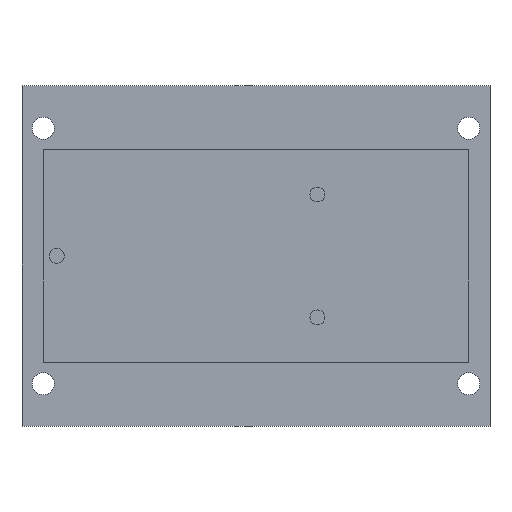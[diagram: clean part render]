
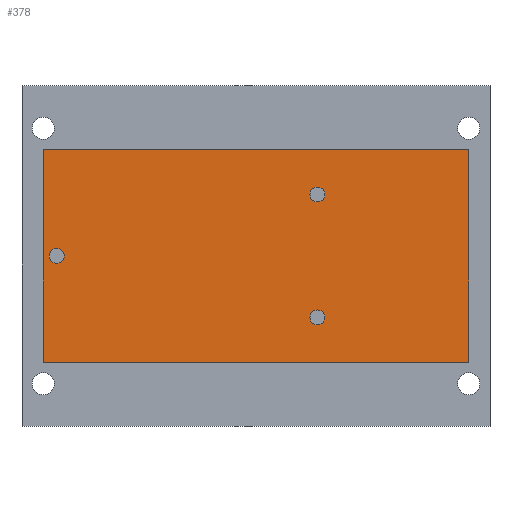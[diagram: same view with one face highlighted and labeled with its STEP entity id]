
A CAD part, top view. The second image highlights one B-rep face of the part: STEP entity #378.
In plain terms, the highlighted planar face has unit normal (0, 0, 1).
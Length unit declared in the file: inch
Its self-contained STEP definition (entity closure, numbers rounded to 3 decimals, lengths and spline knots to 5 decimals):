
#2 = VERTEX_POINT ( 'NONE', #473 ) ;
#4 = EDGE_LOOP ( 'NONE', ( #940, #52 ) ) ;
#13 = CIRCLE ( 'NONE', #346, 0.0875 ) ;
#52 = ORIENTED_EDGE ( 'NONE', *, *, #319, .T. ) ;
#60 = LINE ( 'NONE', #71, #144 ) ;
#71 = CARTESIAN_POINT ( 'NONE',  ( -2.5, 1.25, 0.62992 ) ) ;
#73 = EDGE_CURVE ( 'NONE', #2, #859, #13, .T. ) ;
#86 = VECTOR ( 'NONE', #416, 39.37008 ) ;
#96 = VERTEX_POINT ( 'NONE', #576 ) ;
#105 = CIRCLE ( 'NONE', #557, 0.0875 ) ;
#116 = DIRECTION ( 'NONE',  ( 1., 0., 0. ) ) ;
#139 = ORIENTED_EDGE ( 'NONE', *, *, #952, .T. ) ;
#144 = VECTOR ( 'NONE', #415, 39.37008 ) ;
#163 = AXIS2_PLACEMENT_3D ( 'NONE', #991, #189, #548 ) ;
#165 = VECTOR ( 'NONE', #116, 39.37008 ) ;
#180 = LINE ( 'NONE', #549, #165 ) ;
#188 = ORIENTED_EDGE ( 'NONE', *, *, #454, .T. ) ;
#189 = DIRECTION ( 'NONE',  ( 0., 0., -1. ) ) ;
#197 = CARTESIAN_POINT ( 'NONE',  ( 0.72198, -0.72198, 0.62992 ) ) ;
#225 = DIRECTION ( 'NONE',  ( 1., 0., 0. ) ) ;
#234 = CARTESIAN_POINT ( 'NONE',  ( 0.63448, 0.72198, 0.62992 ) ) ;
#256 = CIRCLE ( 'NONE', #163, 0.0875 ) ;
#275 = FACE_BOUND ( 'NONE', #461, .T. ) ;
#298 = CARTESIAN_POINT ( 'NONE',  ( -2.5, -1.25, 0.62992 ) ) ;
#303 = DIRECTION ( 'NONE',  ( 0., 0., -1. ) ) ;
#319 = EDGE_CURVE ( 'NONE', #853, #565, #105, .T. ) ;
#339 = ORIENTED_EDGE ( 'NONE', *, *, #599, .T. ) ;
#343 = CARTESIAN_POINT ( 'NONE',  ( -2.34252, 0., 0.62992 ) ) ;
#346 = AXIS2_PLACEMENT_3D ( 'NONE', #1028, #303, #225 ) ;
#347 = DIRECTION ( 'NONE',  ( 1., 0., 0. ) ) ;
#352 = ORIENTED_EDGE ( 'NONE', *, *, #965, .T. ) ;
#353 = DIRECTION ( 'NONE',  ( 0., 0., -1. ) ) ;
#366 = DIRECTION ( 'NONE',  ( 0., 0., 1. ) ) ;
#378 = ADVANCED_FACE ( 'NONE', ( #899, #275, #634, #812 ), #988, .T. ) ;
#410 = CARTESIAN_POINT ( 'NONE',  ( 0.80948, 0.72198, 0.62992 ) ) ;
#415 = DIRECTION ( 'NONE',  ( -1., 0., 0. ) ) ;
#416 = DIRECTION ( 'NONE',  ( 0., 1., 0. ) ) ;
#434 = CARTESIAN_POINT ( 'NONE',  ( 0.72198, 0.72198, 0.62992 ) ) ;
#438 = DIRECTION ( 'NONE',  ( 0., -1., 0. ) ) ;
#441 = VERTEX_POINT ( 'NONE', #881 ) ;
#454 = EDGE_CURVE ( 'NONE', #1134, #441, #614, .T. ) ;
#461 = EDGE_LOOP ( 'NONE', ( #969, #955 ) ) ;
#468 = CIRCLE ( 'NONE', #560, 0.0875 ) ;
#473 = CARTESIAN_POINT ( 'NONE',  ( 0.63448, -0.72198, 0.62992 ) ) ;
#505 = EDGE_CURVE ( 'NONE', #962, #769, #468, .T. ) ;
#517 = DIRECTION ( 'NONE',  ( 1., 0., 0. ) ) ;
#525 = EDGE_LOOP ( 'NONE', ( #352, #1000 ) ) ;
#529 = DIRECTION ( 'NONE',  ( 0., 0., -1. ) ) ;
#541 = CARTESIAN_POINT ( 'NONE',  ( -1.25, 1., 0.62992 ) ) ;
#548 = DIRECTION ( 'NONE',  ( 1., 0., 0. ) ) ;
#549 = CARTESIAN_POINT ( 'NONE',  ( -2.5, -1.25, 0.62992 ) ) ;
#554 = DIRECTION ( 'NONE',  ( 1., 0., 0. ) ) ;
#557 = AXIS2_PLACEMENT_3D ( 'NONE', #434, #353, #905 ) ;
#558 = AXIS2_PLACEMENT_3D ( 'NONE', #683, #1042, #953 ) ;
#560 = AXIS2_PLACEMENT_3D ( 'NONE', #343, #529, #517 ) ;
#565 = VERTEX_POINT ( 'NONE', #234 ) ;
#574 = CARTESIAN_POINT ( 'NONE',  ( -2.43002, 0., 0.62992 ) ) ;
#576 = CARTESIAN_POINT ( 'NONE',  ( -2.5, 1.25, 0.62992 ) ) ;
#599 = EDGE_CURVE ( 'NONE', #693, #1134, #180, .T. ) ;
#614 = LINE ( 'NONE', #954, #86 ) ;
#616 = EDGE_CURVE ( 'NONE', #859, #2, #909, .T. ) ;
#627 = ORIENTED_EDGE ( 'NONE', *, *, #1050, .T. ) ;
#631 = CARTESIAN_POINT ( 'NONE',  ( -2.5, -1.25, 0.62992 ) ) ;
#634 = FACE_BOUND ( 'NONE', #4, .T. ) ;
#683 = CARTESIAN_POINT ( 'NONE',  ( -2.34252, 0., 0.62992 ) ) ;
#693 = VERTEX_POINT ( 'NONE', #298 ) ;
#700 = AXIS2_PLACEMENT_3D ( 'NONE', #197, #1089, #554 ) ;
#768 = CARTESIAN_POINT ( 'NONE',  ( 0.80948, -0.72198, 0.62992 ) ) ;
#769 = VERTEX_POINT ( 'NONE', #574 ) ;
#771 = CARTESIAN_POINT ( 'NONE',  ( -2.25502, 0., 0.62992 ) ) ;
#812 = FACE_OUTER_BOUND ( 'NONE', #1093, .T. ) ;
#853 = VERTEX_POINT ( 'NONE', #410 ) ;
#859 = VERTEX_POINT ( 'NONE', #768 ) ;
#867 = AXIS2_PLACEMENT_3D ( 'NONE', #541, #366, #347 ) ;
#881 = CARTESIAN_POINT ( 'NONE',  ( 2.5, 1.25, 0.62992 ) ) ;
#899 = FACE_BOUND ( 'NONE', #525, .T. ) ;
#905 = DIRECTION ( 'NONE',  ( 1., 0., 0. ) ) ;
#909 = CIRCLE ( 'NONE', #700, 0.0875 ) ;
#913 = VECTOR ( 'NONE', #438, 39.37008 ) ;
#940 = ORIENTED_EDGE ( 'NONE', *, *, #1069, .T. ) ;
#944 = CIRCLE ( 'NONE', #558, 0.0875 ) ;
#952 = EDGE_CURVE ( 'NONE', #441, #96, #60, .T. ) ;
#953 = DIRECTION ( 'NONE',  ( 1., 0., 0. ) ) ;
#954 = CARTESIAN_POINT ( 'NONE',  ( 2.5, -1.25, 0.62992 ) ) ;
#955 = ORIENTED_EDGE ( 'NONE', *, *, #616, .T. ) ;
#962 = VERTEX_POINT ( 'NONE', #771 ) ;
#965 = EDGE_CURVE ( 'NONE', #769, #962, #944, .T. ) ;
#969 = ORIENTED_EDGE ( 'NONE', *, *, #73, .T. ) ;
#988 = PLANE ( 'NONE',  #867 ) ;
#991 = CARTESIAN_POINT ( 'NONE',  ( 0.72198, 0.72198, 0.62992 ) ) ;
#1000 = ORIENTED_EDGE ( 'NONE', *, *, #505, .T. ) ;
#1013 = CARTESIAN_POINT ( 'NONE',  ( 2.5, -1.25, 0.62992 ) ) ;
#1028 = CARTESIAN_POINT ( 'NONE',  ( 0.72198, -0.72198, 0.62992 ) ) ;
#1042 = DIRECTION ( 'NONE',  ( 0., 0., -1. ) ) ;
#1050 = EDGE_CURVE ( 'NONE', #96, #693, #1154, .T. ) ;
#1069 = EDGE_CURVE ( 'NONE', #565, #853, #256, .T. ) ;
#1089 = DIRECTION ( 'NONE',  ( 0., 0., -1. ) ) ;
#1093 = EDGE_LOOP ( 'NONE', ( #188, #139, #627, #339 ) ) ;
#1134 = VERTEX_POINT ( 'NONE', #1013 ) ;
#1154 = LINE ( 'NONE', #631, #913 ) ;
